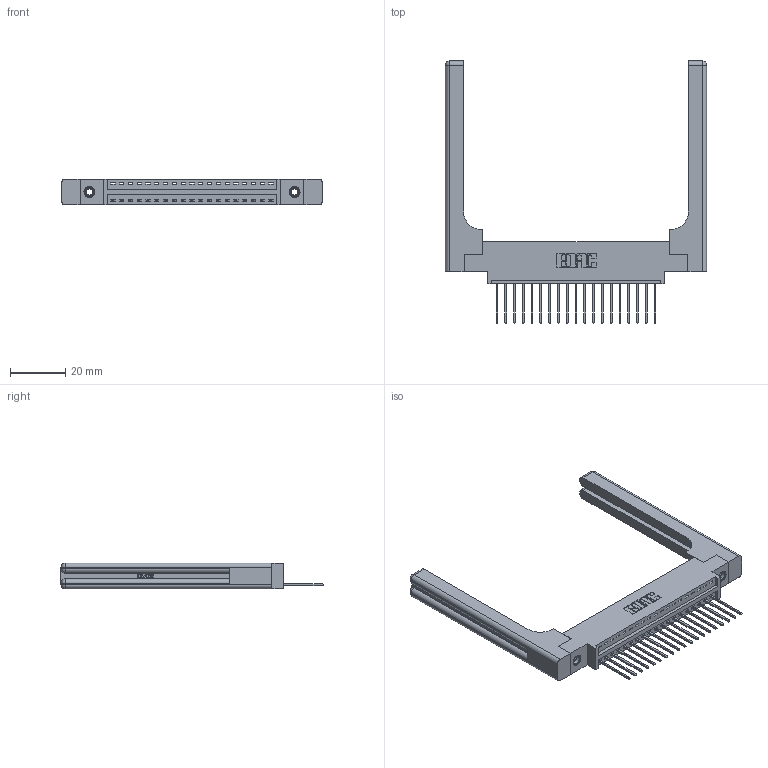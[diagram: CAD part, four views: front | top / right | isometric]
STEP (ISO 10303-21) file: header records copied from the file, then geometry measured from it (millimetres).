
FILE_DESCRIPTION (( 'STEP AP203' ), '1' );
FILE_NAME ('346-019-540-658.STEP', '2022-05-05T15:35:22', ( '' ), ( '' ), 'SwSTEP 2.0', 'SolidWorks 2020', '' );
FILE_SCHEMA (( 'CONFIG_CONTROL_DESIGN' ));
Length unit declared in the file: inch
Products named in the file (5): 346-019-540-658; 345-292-001_345-293-140; 346-220-058_345-220-058; 345-250-001_345-250-001-102; 346 Part_0.170 Offset - 0.156 Dia-TH
Assembly tree (24 placements, depth 2):
  346-019-540-658
    346 Part_0.170 Offset - 0.156 Dia-TH
    345-292-001_345-293-140  x19
    345-250-001_345-250-001-102  x2
    346-220-058_345-220-058  x2
Bounding box: 94.39 x 94.74 x 9.4 mm (x, y, z)
Volume: 16247.8 mm3; surface area: 16212.5 mm2
Topology: 24 solids, 24 shells, 1498 faces, 4387 edges, 2878 vertices
Faces by surface type: plane 1002, cylinder 436, bspline 36, cone 12, sphere 8, torus 4
Entity records: 20636 total; most frequent: CARTESIAN_POINT 4528, ORIENTED_EDGE 3276, DIRECTION 2952, EDGE_CURVE 1638, LINE 1338, VECTOR 1338, VERTEX_POINT 1082, AXIS2_PLACEMENT_3D 807
